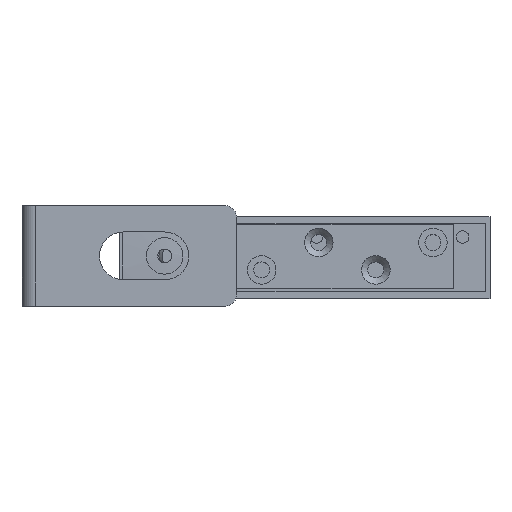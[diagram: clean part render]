
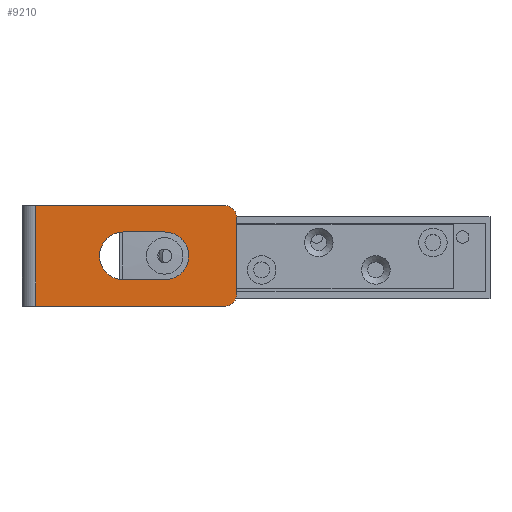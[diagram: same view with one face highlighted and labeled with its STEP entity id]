
A CAD part, top view. The second image highlights one B-rep face of the part: STEP entity #9210.
In plain terms, the highlighted planar face has unit normal (0, 0, 1).
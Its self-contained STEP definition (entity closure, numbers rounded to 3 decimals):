
#540=LINE('',#13966,#1138);
#545=LINE('',#13979,#1143);
#558=LINE('',#14020,#1156);
#559=LINE('',#14025,#1157);
#560=LINE('',#14027,#1158);
#561=LINE('',#14028,#1159);
#1138=VECTOR('',#11023,10.);
#1143=VECTOR('',#11036,10.);
#1156=VECTOR('',#11075,10.);
#1157=VECTOR('',#11080,10.);
#1158=VECTOR('',#11081,10.);
#1159=VECTOR('',#11082,10.);
#1699=FACE_BOUND('',#2330,.T.);
#1806=FACE_OUTER_BOUND('',#2329,.T.);
#2329=EDGE_LOOP('',(#5931,#5932,#5933,#5934,#5935,#5936));
#2330=EDGE_LOOP('',(#5937,#5938,#5939,#5940));
#2902=CIRCLE('',#9779,10.5);
#2904=CIRCLE('',#9783,10.5);
#2908=CIRCLE('',#9791,5.);
#2910=CIRCLE('',#9795,5.);
#3532=VERTEX_POINT('',#13963);
#3533=VERTEX_POINT('',#13965);
#3535=VERTEX_POINT('',#13971);
#3537=VERTEX_POINT('',#13977);
#3547=VERTEX_POINT('',#14007);
#3548=VERTEX_POINT('',#14008);
#3552=VERTEX_POINT('',#14018);
#3553=VERTEX_POINT('',#14022);
#3554=VERTEX_POINT('',#14024);
#3555=VERTEX_POINT('',#14026);
#4441=EDGE_CURVE('',#3532,#3533,#540,.T.);
#4445=EDGE_CURVE('',#3535,#3532,#2902,.T.);
#4448=EDGE_CURVE('',#3537,#3535,#545,.T.);
#4450=EDGE_CURVE('',#3533,#3537,#2904,.T.);
#4462=EDGE_CURVE('',#3547,#3548,#2908,.T.);
#4468=EDGE_CURVE('',#3552,#3548,#558,.T.);
#4469=EDGE_CURVE('',#3552,#3553,#2910,.T.);
#4470=EDGE_CURVE('',#3554,#3553,#559,.T.);
#4471=EDGE_CURVE('',#3555,#3554,#560,.T.);
#4472=EDGE_CURVE('',#3547,#3555,#561,.T.);
#5931=ORIENTED_EDGE('',*,*,#4462,.T.);
#5932=ORIENTED_EDGE('',*,*,#4468,.F.);
#5933=ORIENTED_EDGE('',*,*,#4469,.T.);
#5934=ORIENTED_EDGE('',*,*,#4470,.F.);
#5935=ORIENTED_EDGE('',*,*,#4471,.F.);
#5936=ORIENTED_EDGE('',*,*,#4472,.F.);
#5937=ORIENTED_EDGE('',*,*,#4448,.F.);
#5938=ORIENTED_EDGE('',*,*,#4450,.F.);
#5939=ORIENTED_EDGE('',*,*,#4441,.F.);
#5940=ORIENTED_EDGE('',*,*,#4445,.F.);
#8473=PLANE('',#9794);
#9210=ADVANCED_FACE('',(#1806,#1699),#8473,.F.);
#9779=AXIS2_PLACEMENT_3D('',#13973,#11030,#11031);
#9783=AXIS2_PLACEMENT_3D('',#13982,#11041,#11042);
#9791=AXIS2_PLACEMENT_3D('',#14009,#11065,#11066);
#9794=AXIS2_PLACEMENT_3D('',#14021,#11076,#11077);
#9795=AXIS2_PLACEMENT_3D('',#14023,#11078,#11079);
#11023=DIRECTION('',(1.,0.,0.));
#11030=DIRECTION('center_axis',(0.,0.,
1.));
#11031=DIRECTION('ref_axis',(0.,-1.,0.));
#11036=DIRECTION('',(-1.,0.,0.));
#11041=DIRECTION('center_axis',(0.,0.,
1.));
#11042=DIRECTION('ref_axis',(0.,1.,0.));
#11065=DIRECTION('center_axis',(0.,0.,
1.));
#11066=DIRECTION('ref_axis',(0.707,-0.707,0.));
#11075=DIRECTION('',(0.,-1.,0.));
#11076=DIRECTION('center_axis',(0.,0.,
-1.));
#11077=DIRECTION('ref_axis',(0.,-1.,0.));
#11078=DIRECTION('center_axis',(0.,0.,
1.));
#11079=DIRECTION('ref_axis',(0.707,0.707,0.));
#11080=DIRECTION('',(1.,0.,0.));
#11081=DIRECTION('',(0.,1.,0.));
#11082=DIRECTION('',(-1.,0.,0.));
#13963=CARTESIAN_POINT('',(-25.5,-10.5,372.));
#13965=CARTESIAN_POINT('',(-7.5,-10.5,372.));
#13966=CARTESIAN_POINT('',(-35.75,-10.5,372.));
#13971=CARTESIAN_POINT('',(-25.5,10.5,372.));
#13973=CARTESIAN_POINT('Origin',(-25.5,0.,
372.));
#13977=CARTESIAN_POINT('',(-7.5,10.5,372.));
#13979=CARTESIAN_POINT('',(-44.75,10.5,372.));
#13982=CARTESIAN_POINT('Origin',(-7.5,0.,
372.));
#14007=CARTESIAN_POINT('',(19.,-22.,372.));
#14008=CARTESIAN_POINT('',(24.,-17.,372.));
#14009=CARTESIAN_POINT('Origin',(19.,-17.,372.));
#14018=CARTESIAN_POINT('',(24.,17.,372.));
#14020=CARTESIAN_POINT('',(24.,0.,372.));
#14021=CARTESIAN_POINT('Origin',(-64.,0.,
372.));
#14022=CARTESIAN_POINT('',(19.,22.,372.));
#14023=CARTESIAN_POINT('Origin',(19.,17.,372.));
#14024=CARTESIAN_POINT('',(-64.,22.,372.));
#14025=CARTESIAN_POINT('',(24.,22.,372.));
#14026=CARTESIAN_POINT('',(-64.,-22.,372.));
#14027=CARTESIAN_POINT('',(-64.,0.,372.));
#14028=CARTESIAN_POINT('',(24.,-22.,372.));
